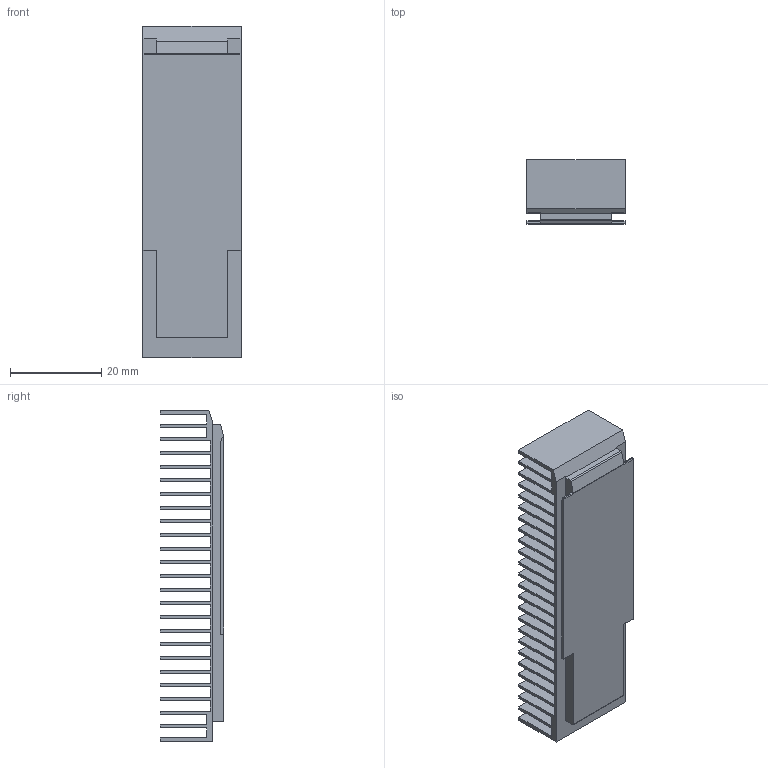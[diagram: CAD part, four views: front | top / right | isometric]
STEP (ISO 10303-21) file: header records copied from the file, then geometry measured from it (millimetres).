
FILE_DESCRIPTION (( 'STEP AP214' ), '1' );
FILE_NAME ('05-00247--A114520-001.STEP', '2020-04-22T17:09:04', ( '' ), ( '' ), 'SwSTEP 2.0', 'SolidWorks 2018', '' );
FILE_SCHEMA (( 'AUTOMOTIVE_DESIGN' ));
Length unit declared in the file: millimetre
Products named in the file (2): 05-00247--A114520-001
Bounding box: 21.5 x 14 x 72.65 mm (x, y, z)
Volume: 7623.4 mm3; surface area: 16167 mm2
Topology: 1 solids, 1 shells, 128 faces, 378 edges, 252 vertices
Faces by surface type: plane 117, cylinder 11
Entity records: 5661 total; most frequent: CARTESIAN_POINT 760, ORIENTED_EDGE 756, DIRECTION 660, EDGE_CURVE 378, LINE 356, VECTOR 356, VERTEX_POINT 252, AXIS2_PLACEMENT_3D 152
